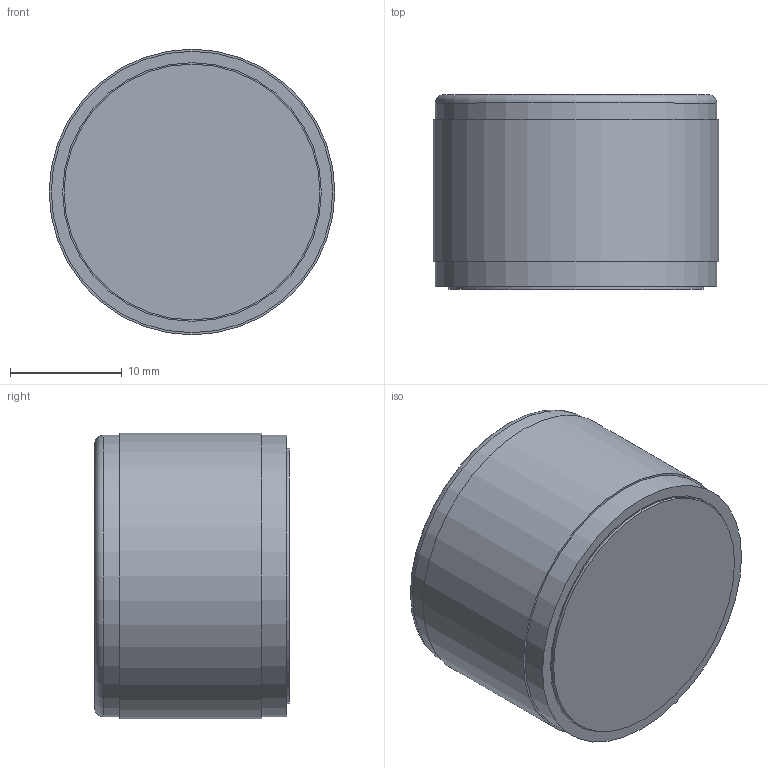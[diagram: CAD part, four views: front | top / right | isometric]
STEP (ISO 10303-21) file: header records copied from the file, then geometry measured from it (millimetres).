
FILE_DESCRIPTION(/* description */ (''),/* implementation_level */ '2;1');
FILE_NAME(/* name */ 'MH122-1A.stp',/* time_stamp */ '2017-05-05T17:00:46-04:00',/* author */ ('aneininger'),/* organization */ (''),/* preprocessor_version */ 'ST-DEVELOPER v16.5',/* originating_system */ 'Autodesk Inventor 2017',/* authorisation */ '');
FILE_SCHEMA (('AUTOMOTIVE_DESIGN { 1 0 10303 214 3 1 1 }'));
Length unit declared in the file: inch
Products named in the file (1): MH122-1A
Bounding box: 25.53 x 17.4 x 25.53 mm (x, y, z)
Volume: 8658.5 mm3; surface area: 2492.3 mm2
Topology: 1 solids, 1 shells, 13 faces, 18 edges, 12 vertices
Faces by surface type: plane 7, cylinder 5, torus 1
Full cylindrical faces by diameter (mm): 5.359 x1, 22.86 x1, 25.146 x2, 25.527 x1
Entity records: 320 total; most frequent: DIRECTION 52, CARTESIAN_POINT 38, AXIS2_PLACEMENT_3D 26, EDGE_LOOP 24, ORIENTED_EDGE 24, STYLED_ITEM 14, FACE_OUTER_BOUND 13, ADVANCED_FACE 13
